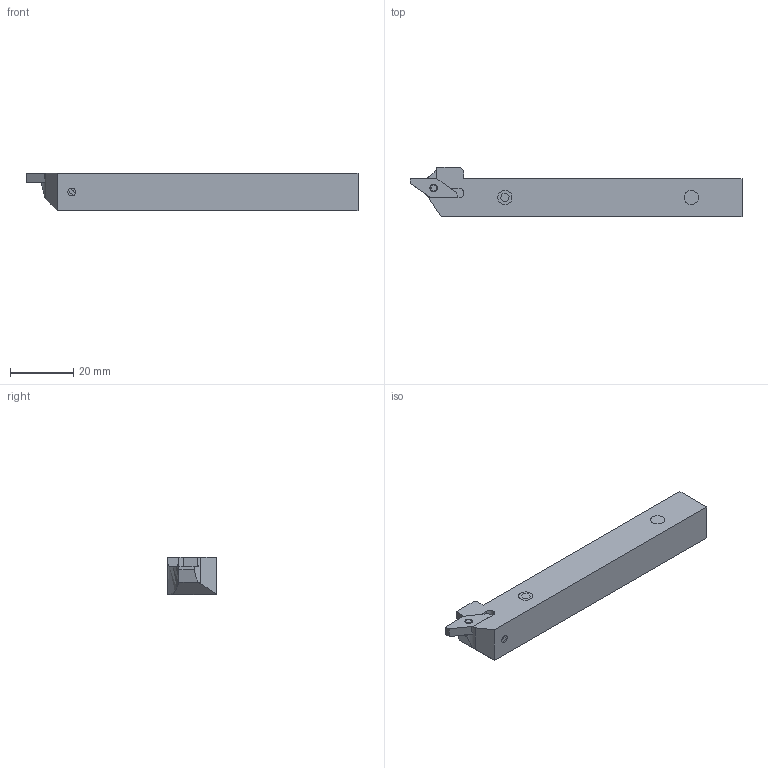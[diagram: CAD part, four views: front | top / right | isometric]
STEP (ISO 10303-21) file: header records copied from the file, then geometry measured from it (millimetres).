
FILE_DESCRIPTION (( 'STEP AP214' ), '1' );
FILE_NAME ('CUT-199-06.STEP', '2015-12-01T10:23:59', ( '' ), ( '' ), 'SwSTEP 2.0', 'SolidWorks 2015', '' );
FILE_SCHEMA (( 'AUTOMOTIVE_DESIGN' ));
Length unit declared in the file: millimetre
Products named in the file (1): CUT-199-06
Bounding box: 105 x 15.5 x 12 mm (x, y, z)
Volume: 14458.4 mm3; surface area: 5221.2 mm2
Topology: 1 solids, 1 shells, 55 faces, 165 edges, 120 vertices
Faces by surface type: plane 46, cylinder 6, bspline 3
Entity records: 2316 total; most frequent: CARTESIAN_POINT 588, ORIENTED_EDGE 330, DIRECTION 298, EDGE_CURVE 165, VERTEX_POINT 120, LINE 102, VECTOR 102, AXIS2_PLACEMENT_3D 98
